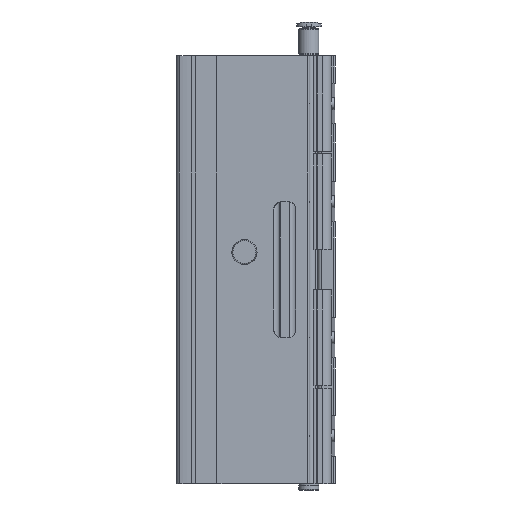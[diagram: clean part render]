
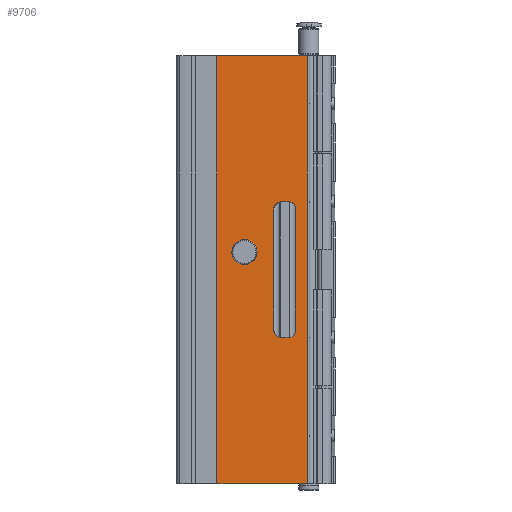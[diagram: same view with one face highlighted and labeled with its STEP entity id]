
A CAD part, left-side view. The second image highlights one B-rep face of the part: STEP entity #9706.
In plain terms, the highlighted planar face has unit normal (-1, 0, 0).
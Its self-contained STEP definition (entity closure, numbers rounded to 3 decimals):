
#128=PLANE('',#10568);
#602=LINE('',#14936,#1387);
#603=LINE('',#14939,#1388);
#604=LINE('',#14941,#1389);
#605=LINE('',#14943,#1390);
#606=LINE('',#14949,#1391);
#607=LINE('',#14953,#1392);
#608=LINE('',#14957,#1393);
#609=LINE('',#14961,#1394);
#1387=VECTOR('',#11768,1000.);
#1388=VECTOR('',#11769,1000.);
#1389=VECTOR('',#11770,1000.);
#1390=VECTOR('',#11771,1000.);
#1391=VECTOR('',#11776,1000.);
#1392=VECTOR('',#11779,1000.);
#1393=VECTOR('',#11782,1000.);
#1394=VECTOR('',#11785,1000.);
#2246=ORIENTED_EDGE('',*,*,#5174,.T.);
#2247=ORIENTED_EDGE('',*,*,#5175,.F.);
#2248=ORIENTED_EDGE('',*,*,#5176,.F.);
#2249=ORIENTED_EDGE('',*,*,#5177,.T.);
#2250=ORIENTED_EDGE('',*,*,#5178,.F.);
#2251=ORIENTED_EDGE('',*,*,#5179,.F.);
#2252=ORIENTED_EDGE('',*,*,#5180,.F.);
#2253=ORIENTED_EDGE('',*,*,#5181,.F.);
#2254=ORIENTED_EDGE('',*,*,#5182,.F.);
#2255=ORIENTED_EDGE('',*,*,#5183,.F.);
#2256=ORIENTED_EDGE('',*,*,#5184,.F.);
#2257=ORIENTED_EDGE('',*,*,#5185,.F.);
#2258=ORIENTED_EDGE('',*,*,#5186,.F.);
#5174=EDGE_CURVE('',#6634,#6635,#602,.T.);
#5175=EDGE_CURVE('',#6636,#6635,#603,.T.);
#5176=EDGE_CURVE('',#6637,#6636,#604,.T.);
#5177=EDGE_CURVE('',#6637,#6634,#605,.T.);
#5178=EDGE_CURVE('',#6638,#6638,#7566,.F.);
#5179=EDGE_CURVE('',#6639,#6640,#7567,.F.);
#5180=EDGE_CURVE('',#6641,#6639,#606,.T.);
#5181=EDGE_CURVE('',#6642,#6641,#7568,.F.);
#5182=EDGE_CURVE('',#6643,#6642,#607,.T.);
#5183=EDGE_CURVE('',#6644,#6643,#7569,.F.);
#5184=EDGE_CURVE('',#6645,#6644,#608,.T.);
#5185=EDGE_CURVE('',#6646,#6645,#7570,.F.);
#5186=EDGE_CURVE('',#6640,#6646,#609,.T.);
#6634=VERTEX_POINT('',#14937);
#6635=VERTEX_POINT('',#14938);
#6636=VERTEX_POINT('',#14940);
#6637=VERTEX_POINT('',#14942);
#6638=VERTEX_POINT('',#14945);
#6639=VERTEX_POINT('',#14947);
#6640=VERTEX_POINT('',#14948);
#6641=VERTEX_POINT('',#14950);
#6642=VERTEX_POINT('',#14952);
#6643=VERTEX_POINT('',#14954);
#6644=VERTEX_POINT('',#14956);
#6645=VERTEX_POINT('',#14958);
#6646=VERTEX_POINT('',#14960);
#7566=CIRCLE('',#10569,5.);
#7567=CIRCLE('',#10570,3.);
#7568=CIRCLE('',#10571,3.);
#7569=CIRCLE('',#10572,3.);
#7570=CIRCLE('',#10573,3.);
#8068=EDGE_LOOP('',(#2246,#2247,#2248,#2249));
#8069=EDGE_LOOP('',(#2250));
#8070=EDGE_LOOP('',(#2251,#2252,#2253,#2254,#2255,#2256,#2257,#2258));
#8760=FACE_BOUND('',#8068,.T.);
#8761=FACE_BOUND('',#8069,.T.);
#8762=FACE_BOUND('',#8070,.T.);
#9706=ADVANCED_FACE('',(#8760,#8761,#8762),#128,.F.);
#10568=AXIS2_PLACEMENT_3D('',#14935,#11766,#11767);
#10569=AXIS2_PLACEMENT_3D('',#14944,#11772,#11773);
#10570=AXIS2_PLACEMENT_3D('',#14946,#11774,#11775);
#10571=AXIS2_PLACEMENT_3D('',#14951,#11777,#11778);
#10572=AXIS2_PLACEMENT_3D('',#14955,#11780,#11781);
#10573=AXIS2_PLACEMENT_3D('',#14959,#11783,#11784);
#11766=DIRECTION('',(1.,0.,0.));
#11767=DIRECTION('',(0.,0.,-1.));
#11768=DIRECTION('',(0.,-1.,0.));
#11769=DIRECTION('',(0.,0.,-1.));
#11770=DIRECTION('',(0.,-1.,0.));
#11771=DIRECTION('',(0.,0.,-1.));
#11772=DIRECTION('',(1.,0.,0.));
#11773=DIRECTION('',(0.,0.,-1.));
#11774=DIRECTION('',(1.,0.,0.));
#11775=DIRECTION('',(0.,0.,-1.));
#11776=DIRECTION('',(0.,1.,0.));
#11777=DIRECTION('',(1.,0.,0.));
#11778=DIRECTION('',(0.,0.,-1.));
#11779=DIRECTION('',(0.,0.,1.));
#11780=DIRECTION('',(1.,0.,0.));
#11781=DIRECTION('',(0.,0.,-1.));
#11782=DIRECTION('',(0.,-1.,0.));
#11783=DIRECTION('',(1.,0.,0.));
#11784=DIRECTION('',(0.,0.,-1.));
#11785=DIRECTION('',(0.,0.,-1.));
#14935=CARTESIAN_POINT('',(-17.8,47.,85.));
#14936=CARTESIAN_POINT('',(-17.8,47.,-85.));
#14937=CARTESIAN_POINT('',(-17.8,47.,-85.));
#14938=CARTESIAN_POINT('',(-17.8,11.1,-85.));
#14939=CARTESIAN_POINT('',(-17.8,11.1,85.));
#14940=CARTESIAN_POINT('',(-17.8,11.1,85.));
#14941=CARTESIAN_POINT('',(-17.8,47.,85.));
#14942=CARTESIAN_POINT('',(-17.8,47.,85.));
#14943=CARTESIAN_POINT('',(-17.8,47.,85.));
#14944=CARTESIAN_POINT('',(-17.8,36.1,7.));
#14945=CARTESIAN_POINT('',(-17.8,36.1,2.));
#14946=CARTESIAN_POINT('',(-17.8,21.4,24.));
#14947=CARTESIAN_POINT('',(-17.8,21.4,27.));
#14948=CARTESIAN_POINT('',(-17.8,24.4,24.));
#14949=CARTESIAN_POINT('',(-17.8,47.,27.));
#14950=CARTESIAN_POINT('',(-17.8,18.7,27.));
#14951=CARTESIAN_POINT('',(-17.8,18.7,24.));
#14952=CARTESIAN_POINT('',(-17.8,15.7,24.));
#14953=CARTESIAN_POINT('',(-17.8,15.7,85.));
#14954=CARTESIAN_POINT('',(-17.8,15.7,-24.));
#14955=CARTESIAN_POINT('',(-17.8,18.7,-24.));
#14956=CARTESIAN_POINT('',(-17.8,18.7,-27.));
#14957=CARTESIAN_POINT('',(-17.8,47.,-27.));
#14958=CARTESIAN_POINT('',(-17.8,21.4,-27.));
#14959=CARTESIAN_POINT('',(-17.8,21.4,-24.));
#14960=CARTESIAN_POINT('',(-17.8,24.4,-24.));
#14961=CARTESIAN_POINT('',(-17.8,24.4,85.));
